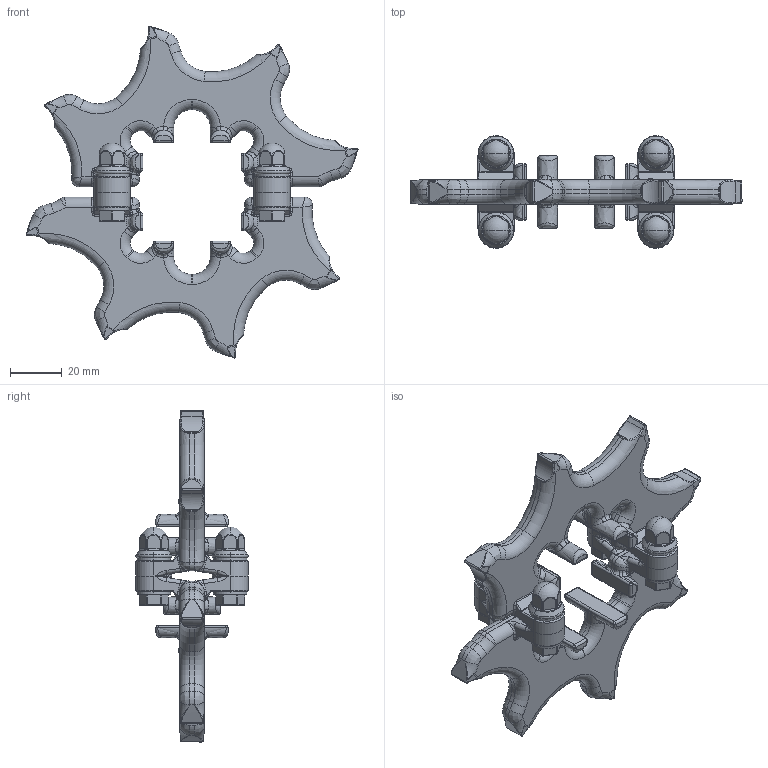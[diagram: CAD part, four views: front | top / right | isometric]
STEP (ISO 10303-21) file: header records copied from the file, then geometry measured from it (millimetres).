
FILE_DESCRIPTION((''),'2;1');
FILE_NAME('UNI_2P-HYG_MPB_Z8_T1_1-5_ASM','2019-02-12T08:37:36',('MTH'),(''),'CREO PARAMETRIC BY PTC INC, 2018420','CREO PARAMETRIC BY PTC INC, 2018420','');
FILE_SCHEMA(('AUTOMOTIVE_DESIGN { 1 0 10303 214 1 1 1 1 }'));
Products named in the file (5): T0496; WASHER; DIN931_M6_A4; DOME_ISO1587_M6; UNI_2P-HYG_MPB_Z8_T1_1-5_ASM
Assembly tree (18 placements, depth 2):
  UNI_2P-HYG_MPB_Z8_T1_1-5_ASM
    T0496  x2
    WASHER  x8
    DIN931_M6_A4  x4
    DOME_ISO1587_M6  x4
Bounding box: 128.76 x 43.6 x 128.76 mm (x, y, z)
Volume: 83683 mm3; surface area: 36208.3 mm2
Topology: 18 solids, 22 shells, 1874 faces, 4502 edges, 2678 vertices
Faces by surface type: bspline 744, cylinder 576, plane 250, torus 188, sphere 60, cone 56
Entity records: 55390 total; most frequent: CARTESIAN_POINT 32453, ORIENTED_EDGE 3562, DIRECTION 3137, EDGE_CURVE 1783, PRESENTATION_STYLE_ASSIGNMENT 1598, STYLED_ITEM 1598, CURVE_STYLE 1597, AXIS2_PLACEMENT_3D 1322
